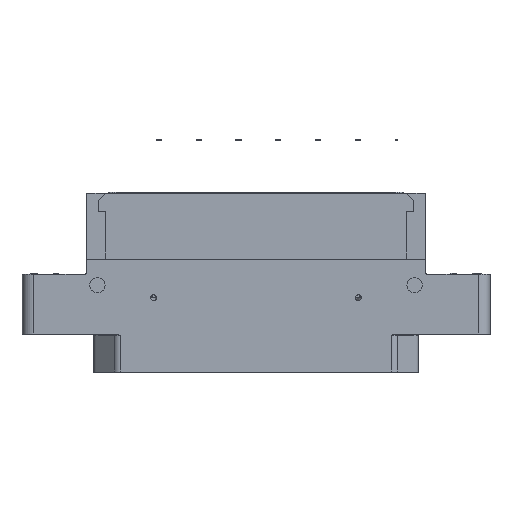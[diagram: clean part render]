
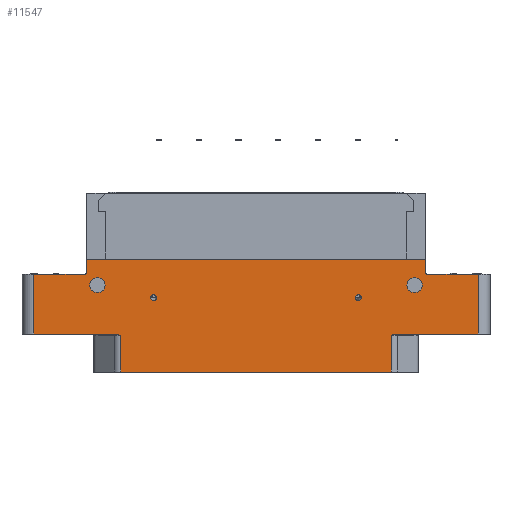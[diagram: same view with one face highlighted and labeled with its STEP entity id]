
A CAD part, top view. The second image highlights one B-rep face of the part: STEP entity #11547.
In plain terms, the highlighted planar face has unit normal (0, 0, 1).
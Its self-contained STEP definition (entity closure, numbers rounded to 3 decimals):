
#69=CARTESIAN_POINT('',(-29.2,10.45,7.));
#70=DIRECTION('',(0.,0.,-1.));
#71=DIRECTION('',(1.,0.,0.));
#72=AXIS2_PLACEMENT_3D('',#69,#70,#71);
#83=DIRECTION('',(1.,0.,0.));
#84=VECTOR('',#83,8.8);
#85=CARTESIAN_POINT('',(-38.,10.25,7.));
#86=LINE('',#85,#84);
#87=DIRECTION('',(0.,1.,0.));
#88=VECTOR('',#87,2.3);
#89=CARTESIAN_POINT('',(-29.,10.45,7.));
#90=LINE('',#89,#88);
#91=DIRECTION('',(1.,0.,0.));
#92=VECTOR('',#91,58.);
#93=CARTESIAN_POINT('',(-29.,12.75,7.));
#94=LINE('',#93,#92);
#95=DIRECTION('',(0.,-1.,0.));
#96=VECTOR('',#95,2.3);
#97=CARTESIAN_POINT('',(29.,12.75,7.));
#98=LINE('',#97,#96);
#99=DIRECTION('',(1.,0.,0.));
#100=VECTOR('',#99,8.8);
#101=CARTESIAN_POINT('',(29.2,10.25,7.));
#102=LINE('',#101,#100);
#103=CARTESIAN_POINT('',(-27.1,8.35,7.));
#104=DIRECTION('',(0.,0.,1.));
#105=DIRECTION('',(1.,0.,0.));
#106=AXIS2_PLACEMENT_3D('',#103,#104,#105);
#108=CARTESIAN_POINT('',(-27.1,8.35,7.));
#109=DIRECTION('',(0.,0.,1.));
#110=DIRECTION('',(-1.,0.,0.));
#111=AXIS2_PLACEMENT_3D('',#108,#109,#110);
#113=CARTESIAN_POINT('',(27.1,8.35,7.));
#114=DIRECTION('',(0.,0.,1.));
#115=DIRECTION('',(1.,0.,0.));
#116=AXIS2_PLACEMENT_3D('',#113,#114,#115);
#118=CARTESIAN_POINT('',(27.1,8.35,7.));
#119=DIRECTION('',(0.,0.,1.));
#120=DIRECTION('',(-1.,0.,0.));
#121=AXIS2_PLACEMENT_3D('',#118,#119,#120);
#123=CARTESIAN_POINT('',(17.5,6.2,7.));
#124=DIRECTION('',(0.,0.,1.));
#125=DIRECTION('',(1.,0.,0.));
#126=AXIS2_PLACEMENT_3D('',#123,#124,#125);
#128=CARTESIAN_POINT('',(17.5,6.2,7.));
#129=DIRECTION('',(0.,0.,1.));
#130=DIRECTION('',(-1.,0.,0.));
#131=AXIS2_PLACEMENT_3D('',#128,#129,#130);
#133=CARTESIAN_POINT('',(-17.5,6.2,7.));
#134=DIRECTION('',(0.,0.,1.));
#135=DIRECTION('',(1.,0.,0.));
#136=AXIS2_PLACEMENT_3D('',#133,#134,#135);
#138=CARTESIAN_POINT('',(-17.5,6.2,7.));
#139=DIRECTION('',(0.,0.,1.));
#140=DIRECTION('',(-1.,0.,0.));
#141=AXIS2_PLACEMENT_3D('',#138,#139,#140);
#659=DIRECTION('',(0.,-1.,0.));
#660=VECTOR('',#659,10.25);
#661=CARTESIAN_POINT('',(-38.,10.25,7.));
#662=LINE('',#661,#660);
#694=DIRECTION('',(1.,0.,0.));
#695=VECTOR('',#694,14.082);
#696=CARTESIAN_POINT('',(-38.,0.,7.));
#697=LINE('',#696,#695);
#798=CARTESIAN_POINT('',(-23.918,0.,7.));
#799=CARTESIAN_POINT('',(-23.86,0.,7.));
#800=CARTESIAN_POINT('',(-23.739,-0.011,7.));
#801=CARTESIAN_POINT('',(-23.544,-0.055,7.));
#802=CARTESIAN_POINT('',(-23.338,-0.12,7.));
#803=CARTESIAN_POINT('',(-23.193,-0.173,7.));
#804=CARTESIAN_POINT('',(-23.118,-0.2,7.));
#806=DIRECTION('',(0.,1.,0.));
#807=VECTOR('',#806,6.3);
#808=CARTESIAN_POINT('',(-23.118,-6.5,7.));
#809=LINE('',#808,#807);
#831=DIRECTION('',(-1.,0.,0.));
#832=VECTOR('',#831,46.236);
#833=CARTESIAN_POINT('',(23.118,-6.5,7.));
#834=LINE('',#833,#832);
#966=DIRECTION('',(0.,1.,0.));
#967=VECTOR('',#966,6.3);
#968=CARTESIAN_POINT('',(23.118,-6.5,7.));
#969=LINE('',#968,#967);
#975=CARTESIAN_POINT('',(23.118,-0.2,7.));
#976=CARTESIAN_POINT('',(23.193,-0.173,7.));
#977=CARTESIAN_POINT('',(23.338,-0.12,7.));
#978=CARTESIAN_POINT('',(23.544,-0.055,7.));
#979=CARTESIAN_POINT('',(23.739,-0.011,7.));
#980=CARTESIAN_POINT('',(23.86,0.,7.));
#981=CARTESIAN_POINT('',(23.918,0.,7.));
#988=DIRECTION('',(1.,0.,0.));
#989=VECTOR('',#988,14.082);
#990=CARTESIAN_POINT('',(23.918,0.,7.));
#991=LINE('',#990,#989);
#1017=DIRECTION('',(0.,1.,0.));
#1018=VECTOR('',#1017,10.25);
#1019=CARTESIAN_POINT('',(38.,0.,7.));
#1020=LINE('',#1019,#1018);
#1487=CARTESIAN_POINT('',(29.2,10.45,7.));
#1488=DIRECTION('',(0.,0.,-1.));
#1489=DIRECTION('',(0.,-1.,0.));
#1490=AXIS2_PLACEMENT_3D('',#1487,#1488,#1489);
#8801=CARTESIAN_POINT('',(-29.,12.75,7.));
#8802=CARTESIAN_POINT('',(29.,12.75,7.));
#8803=VERTEX_POINT('',#8801);
#8804=VERTEX_POINT('',#8802);
#8817=CARTESIAN_POINT('',(38.,0.,7.));
#8818=CARTESIAN_POINT('',(38.,10.25,7.));
#8819=VERTEX_POINT('',#8817);
#8820=VERTEX_POINT('',#8818);
#8825=CARTESIAN_POINT('',(-38.,10.25,7.));
#8826=CARTESIAN_POINT('',(-38.,0.,7.));
#8827=VERTEX_POINT('',#8825);
#8828=VERTEX_POINT('',#8826);
#9066=CARTESIAN_POINT('',(23.118,-6.5,7.));
#9068=VERTEX_POINT('',#9066);
#9069=CARTESIAN_POINT('',(-23.118,-6.5,7.));
#9071=VERTEX_POINT('',#9069);
#9133=CARTESIAN_POINT('',(-23.118,-0.2,7.));
#9134=VERTEX_POINT('',#9133);
#9135=CARTESIAN_POINT('',(-23.918,0.,7.));
#9136=VERTEX_POINT('',#9135);
#9137=CARTESIAN_POINT('',(23.118,-0.2,7.));
#9139=VERTEX_POINT('',#9137);
#9141=CARTESIAN_POINT('',(23.918,0.,7.));
#9143=VERTEX_POINT('',#9141);
#10642=CARTESIAN_POINT('',(29.2,10.25,7.));
#10644=VERTEX_POINT('',#10642);
#10646=CARTESIAN_POINT('',(29.,10.45,7.));
#10648=VERTEX_POINT('',#10646);
#10650=CARTESIAN_POINT('',(-29.,10.45,7.));
#10652=VERTEX_POINT('',#10650);
#10654=CARTESIAN_POINT('',(-29.2,10.25,7.));
#10656=VERTEX_POINT('',#10654);
#10666=CARTESIAN_POINT('',(-25.8,8.35,7.));
#10667=CARTESIAN_POINT('',(-28.4,8.35,7.));
#10668=VERTEX_POINT('',#10666);
#10669=VERTEX_POINT('',#10667);
#10670=CARTESIAN_POINT('',(28.4,8.35,7.));
#10671=CARTESIAN_POINT('',(25.8,8.35,7.));
#10672=VERTEX_POINT('',#10670);
#10673=VERTEX_POINT('',#10671);
#10690=CARTESIAN_POINT('',(18.,6.2,7.));
#10691=CARTESIAN_POINT('',(17.,6.2,7.));
#10692=VERTEX_POINT('',#10690);
#10693=VERTEX_POINT('',#10691);
#10694=CARTESIAN_POINT('',(-17.,6.2,7.));
#10695=CARTESIAN_POINT('',(-18.,6.2,7.));
#10696=VERTEX_POINT('',#10694);
#10697=VERTEX_POINT('',#10695);
#11486=CARTESIAN_POINT('',(0.,0.,7.));
#11487=DIRECTION('',(0.,0.,-1.));
#11488=DIRECTION('',(-1.,0.,0.));
#11489=AXIS2_PLACEMENT_3D('',#11486,#11487,#11488);
#11490=PLANE('',#11489);
#11492=ORIENTED_EDGE('',*,*,#11491,.T.);
#11493=ORIENTED_EDGE('',*,*,#11478,.F.);
#11494=ORIENTED_EDGE('',*,*,#11467,.T.);
#11496=ORIENTED_EDGE('',*,*,#11495,.T.);
#11498=ORIENTED_EDGE('',*,*,#11497,.T.);
#11500=ORIENTED_EDGE('',*,*,#11499,.F.);
#11502=ORIENTED_EDGE('',*,*,#11501,.T.);
#11504=ORIENTED_EDGE('',*,*,#11503,.F.);
#11506=ORIENTED_EDGE('',*,*,#11505,.F.);
#11508=ORIENTED_EDGE('',*,*,#11507,.F.);
#11510=ORIENTED_EDGE('',*,*,#11509,.F.);
#11512=ORIENTED_EDGE('',*,*,#11511,.T.);
#11514=ORIENTED_EDGE('',*,*,#11513,.T.);
#11516=ORIENTED_EDGE('',*,*,#11515,.F.);
#11518=ORIENTED_EDGE('',*,*,#11517,.F.);
#11520=ORIENTED_EDGE('',*,*,#11519,.F.);
#11521=EDGE_LOOP('',(#11492,#11493,#11494,#11496,#11498,#11500,#11502,#11504,
#11506,#11508,#11510,#11512,#11514,#11516,#11518,#11520));
#11522=FACE_OUTER_BOUND('',#11521,.F.);
#11524=ORIENTED_EDGE('',*,*,#11523,.T.);
#11526=ORIENTED_EDGE('',*,*,#11525,.T.);
#11527=EDGE_LOOP('',(#11524,#11526));
#11528=FACE_BOUND('',#11527,.F.);
#11530=ORIENTED_EDGE('',*,*,#11529,.T.);
#11532=ORIENTED_EDGE('',*,*,#11531,.T.);
#11533=EDGE_LOOP('',(#11530,#11532));
#11534=FACE_BOUND('',#11533,.F.);
#11536=ORIENTED_EDGE('',*,*,#11535,.T.);
#11538=ORIENTED_EDGE('',*,*,#11537,.T.);
#11539=EDGE_LOOP('',(#11536,#11538));
#11540=FACE_BOUND('',#11539,.F.);
#11542=ORIENTED_EDGE('',*,*,#11541,.T.);
#11544=ORIENTED_EDGE('',*,*,#11543,.T.);
#11545=EDGE_LOOP('',(#11542,#11544));
#11546=FACE_BOUND('',#11545,.F.);
#11547=ADVANCED_FACE('',(#11522,#11528,#11534,#11540,#11546),#11490,.F.);
#73=CIRCLE('',#72,0.2);
#107=CIRCLE('',#106,1.3);
#112=CIRCLE('',#111,1.3);
#117=CIRCLE('',#116,1.3);
#122=CIRCLE('',#121,1.3);
#127=CIRCLE('',#126,0.5);
#132=CIRCLE('',#131,0.5);
#137=CIRCLE('',#136,0.5);
#142=CIRCLE('',#141,0.5);
#805=B_SPLINE_CURVE_WITH_KNOTS('',3,(#798,#799,#800,#801,#802,#803,#804),
.UNSPECIFIED.,.F.,.F.,(4,1,1,1,4),(0.,0.25,0.5,0.75,1.),
.UNSPECIFIED.);
#982=B_SPLINE_CURVE_WITH_KNOTS('',3,(#975,#976,#977,#978,#979,#980,#981),
.UNSPECIFIED.,.F.,.F.,(4,1,1,1,4),(0.,0.25,0.5,0.75,1.),
.UNSPECIFIED.);
#1491=CIRCLE('',#1490,0.2);
#11467=EDGE_CURVE('',#10652,#8803,#90,.T.);
#11478=EDGE_CURVE('',#10652,#10656,#73,.T.);
#11491=EDGE_CURVE('',#8827,#10656,#86,.T.);
#11495=EDGE_CURVE('',#8803,#8804,#94,.T.);
#11497=EDGE_CURVE('',#8804,#10648,#98,.T.);
#11499=EDGE_CURVE('',#10644,#10648,#1491,.T.);
#11501=EDGE_CURVE('',#10644,#8820,#102,.T.);
#11503=EDGE_CURVE('',#8819,#8820,#1020,.T.);
#11505=EDGE_CURVE('',#9143,#8819,#991,.T.);
#11507=EDGE_CURVE('',#9139,#9143,#982,.T.);
#11509=EDGE_CURVE('',#9068,#9139,#969,.T.);
#11511=EDGE_CURVE('',#9068,#9071,#834,.T.);
#11513=EDGE_CURVE('',#9071,#9134,#809,.T.);
#11515=EDGE_CURVE('',#9136,#9134,#805,.T.);
#11517=EDGE_CURVE('',#8828,#9136,#697,.T.);
#11519=EDGE_CURVE('',#8827,#8828,#662,.T.);
#11523=EDGE_CURVE('',#10668,#10669,#107,.T.);
#11525=EDGE_CURVE('',#10669,#10668,#112,.T.);
#11529=EDGE_CURVE('',#10672,#10673,#117,.T.);
#11531=EDGE_CURVE('',#10673,#10672,#122,.T.);
#11535=EDGE_CURVE('',#10692,#10693,#127,.T.);
#11537=EDGE_CURVE('',#10693,#10692,#132,.T.);
#11541=EDGE_CURVE('',#10696,#10697,#137,.T.);
#11543=EDGE_CURVE('',#10697,#10696,#142,.T.);
